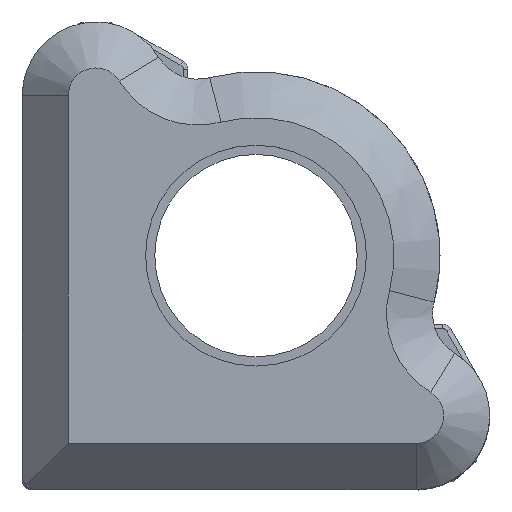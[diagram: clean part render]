
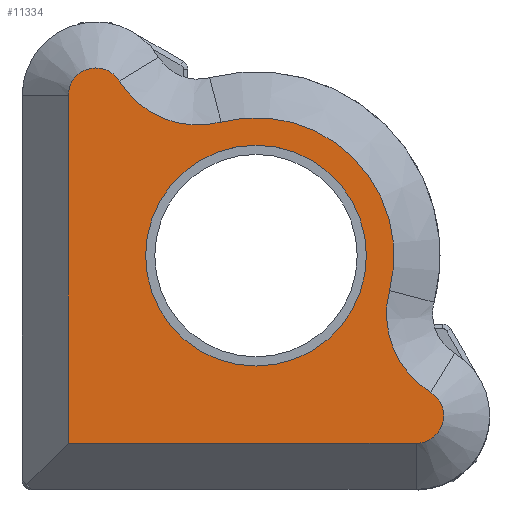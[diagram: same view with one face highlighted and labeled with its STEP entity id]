
A CAD part, top view. The second image highlights one B-rep face of the part: STEP entity #11334.
In plain terms, the highlighted planar face has unit normal (0, 0, 1).
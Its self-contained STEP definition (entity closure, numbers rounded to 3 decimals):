
#315 = CARTESIAN_POINT ( 'NONE',  ( 18.967, -14.842, 17. ) ) ;
#324 = CARTESIAN_POINT ( 'NONE',  ( -17.4, 17.4, 17. ) ) ;
#392 = EDGE_CURVE ( 'NONE', #557, #1752, #13038, .T. ) ;
#466 = EDGE_LOOP ( 'NONE', ( #17698, #5262, #11728, #9342, #12638, #11167, #3993 ) ) ;
#556 = CARTESIAN_POINT ( 'NONE',  ( -20.4, 17.4, 17. ) ) ;
#557 = VERTEX_POINT ( 'NONE', #8282 ) ;
#1412 = AXIS2_PLACEMENT_3D ( 'NONE', #7530, #2914, #1732 ) ;
#1456 = LINE ( 'NONE', #16681, #1776 ) ;
#1478 = VERTEX_POINT ( 'NONE', #315 ) ;
#1482 = VERTEX_POINT ( 'NONE', #18114 ) ;
#1732 = DIRECTION ( 'NONE',  ( -1., 0., 0. ) ) ;
#1752 = VERTEX_POINT ( 'NONE', #5042 ) ;
#1775 = DIRECTION ( 'NONE',  ( 0., 0., -1. ) ) ;
#1776 = VECTOR ( 'NONE', #16778, 1000. ) ;
#1867 = CARTESIAN_POINT ( 'NONE',  ( -12., 0., 17. ) ) ;
#2376 = CIRCLE ( 'NONE', #1412, 12. ) ;
#2897 = VECTOR ( 'NONE', #11185, 1000. ) ;
#2914 = DIRECTION ( 'NONE',  ( 0., 0., -1. ) ) ;
#3080 = EDGE_LOOP ( 'NONE', ( #5628, #18738 ) ) ;
#3993 = ORIENTED_EDGE ( 'NONE', *, *, #10244, .T. ) ;
#4265 = AXIS2_PLACEMENT_3D ( 'NONE', #4810, #17082, #5009 ) ;
#4279 = CIRCLE ( 'NONE', #13052, 15. ) ;
#4597 = CARTESIAN_POINT ( 'NONE',  ( 0., 0., 17. ) ) ;
#4810 = CARTESIAN_POINT ( 'NONE',  ( 17.4, -17.4, 17. ) ) ;
#4867 = AXIS2_PLACEMENT_3D ( 'NONE', #7624, #5960, #14886 ) ;
#5009 = DIRECTION ( 'NONE',  ( 1., 0., 0. ) ) ;
#5042 = CARTESIAN_POINT ( 'NONE',  ( 17.4, -20.4, 17. ) ) ;
#5262 = ORIENTED_EDGE ( 'NONE', *, *, #392, .T. ) ;
#5628 = ORIENTED_EDGE ( 'NONE', *, *, #10017, .T. ) ;
#5688 = FACE_OUTER_BOUND ( 'NONE', #466, .T. ) ;
#5812 = AXIS2_PLACEMENT_3D ( 'NONE', #324, #7701, #13686 ) ;
#5960 = DIRECTION ( 'NONE',  ( 0., 0., -1. ) ) ;
#6068 = PLANE ( 'NONE',  #13043 ) ;
#6455 = CIRCLE ( 'NONE', #16484, 12. ) ;
#6563 = DIRECTION ( 'NONE',  ( 0., 0., 1. ) ) ;
#7339 = CARTESIAN_POINT ( 'NONE',  ( 12., 0., 17. ) ) ;
#7530 = CARTESIAN_POINT ( 'NONE',  ( 0., 0., 17. ) ) ;
#7624 = CARTESIAN_POINT ( 'NONE',  ( 24.19, -6.314, 17. ) ) ;
#7701 = DIRECTION ( 'NONE',  ( 0., 0., 1. ) ) ;
#8282 = CARTESIAN_POINT ( 'NONE',  ( -20.4, -20.4, 17. ) ) ;
#8295 = CARTESIAN_POINT ( 'NONE',  ( -14.842, 18.967, 17. ) ) ;
#8484 = VERTEX_POINT ( 'NONE', #8295 ) ;
#9040 = CARTESIAN_POINT ( 'NONE',  ( -6.314, 24.19, 17. ) ) ;
#9042 = VERTEX_POINT ( 'NONE', #16110 ) ;
#9342 = ORIENTED_EDGE ( 'NONE', *, *, #10072, .T. ) ;
#10017 = EDGE_CURVE ( 'NONE', #14770, #11499, #2376, .T. ) ;
#10072 = EDGE_CURVE ( 'NONE', #1478, #9042, #18037, .T. ) ;
#10244 = EDGE_CURVE ( 'NONE', #8484, #15252, #11135, .T. ) ;
#11002 = CARTESIAN_POINT ( 'NONE',  ( 0., 0., 17. ) ) ;
#11135 = CIRCLE ( 'NONE', #5812, 3. ) ;
#11167 = ORIENTED_EDGE ( 'NONE', *, *, #16096, .T. ) ;
#11185 = DIRECTION ( 'NONE',  ( 1., 0., 0. ) ) ;
#11334 = ADVANCED_FACE ( 'NONE', ( #5688, #11859 ), #6068, .T. ) ;
#11499 = VERTEX_POINT ( 'NONE', #7339 ) ;
#11728 = ORIENTED_EDGE ( 'NONE', *, *, #14878, .T. ) ;
#11859 = FACE_BOUND ( 'NONE', #3080, .T. ) ;
#11976 = DIRECTION ( 'NONE',  ( 1., 0., 0. ) ) ;
#12511 = EDGE_CURVE ( 'NONE', #15252, #557, #1456, .T. ) ;
#12638 = ORIENTED_EDGE ( 'NONE', *, *, #15297, .T. ) ;
#12733 = CIRCLE ( 'NONE', #4265, 3. ) ;
#13038 = LINE ( 'NONE', #14320, #2897 ) ;
#13043 = AXIS2_PLACEMENT_3D ( 'NONE', #4597, #13144, #16374 ) ;
#13052 = AXIS2_PLACEMENT_3D ( 'NONE', #15588, #6563, #15884 ) ;
#13144 = DIRECTION ( 'NONE',  ( 0., 0., 1. ) ) ;
#13686 = DIRECTION ( 'NONE',  ( 1., 0., 0. ) ) ;
#13750 = DIRECTION ( 'NONE',  ( -1., 0., 0. ) ) ;
#14320 = CARTESIAN_POINT ( 'NONE',  ( 17.4, -20.4, 17. ) ) ;
#14638 = AXIS2_PLACEMENT_3D ( 'NONE', #9040, #15125, #11976 ) ;
#14770 = VERTEX_POINT ( 'NONE', #1867 ) ;
#14878 = EDGE_CURVE ( 'NONE', #1752, #1478, #12733, .T. ) ;
#14886 = DIRECTION ( 'NONE',  ( 1., 0., 0. ) ) ;
#15125 = DIRECTION ( 'NONE',  ( 0., 0., -1. ) ) ;
#15252 = VERTEX_POINT ( 'NONE', #556 ) ;
#15297 = EDGE_CURVE ( 'NONE', #9042, #1482, #4279, .T. ) ;
#15588 = CARTESIAN_POINT ( 'NONE',  ( 0., 0., 17. ) ) ;
#15884 = DIRECTION ( 'NONE',  ( 1., 0., 0. ) ) ;
#16096 = EDGE_CURVE ( 'NONE', #1482, #8484, #17470, .T. ) ;
#16110 = CARTESIAN_POINT ( 'NONE',  ( 14.514, -3.788, 17. ) ) ;
#16336 = EDGE_CURVE ( 'NONE', #11499, #14770, #6455, .T. ) ;
#16374 = DIRECTION ( 'NONE',  ( 1., 0., 0. ) ) ;
#16484 = AXIS2_PLACEMENT_3D ( 'NONE', #11002, #1775, #13750 ) ;
#16681 = CARTESIAN_POINT ( 'NONE',  ( -20.4, -25.4, 17. ) ) ;
#16778 = DIRECTION ( 'NONE',  ( 0., -1., 0. ) ) ;
#17082 = DIRECTION ( 'NONE',  ( 0., 0., 1. ) ) ;
#17470 = CIRCLE ( 'NONE', #14638, 10. ) ;
#17698 = ORIENTED_EDGE ( 'NONE', *, *, #12511, .T. ) ;
#18037 = CIRCLE ( 'NONE', #4867, 10. ) ;
#18114 = CARTESIAN_POINT ( 'NONE',  ( -3.788, 14.514, 17. ) ) ;
#18738 = ORIENTED_EDGE ( 'NONE', *, *, #16336, .T. ) ;
